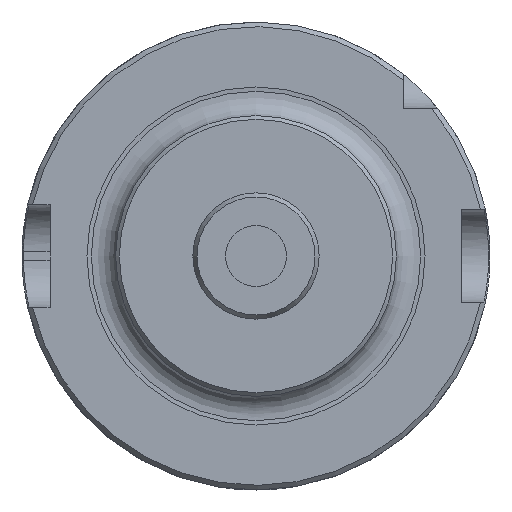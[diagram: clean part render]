
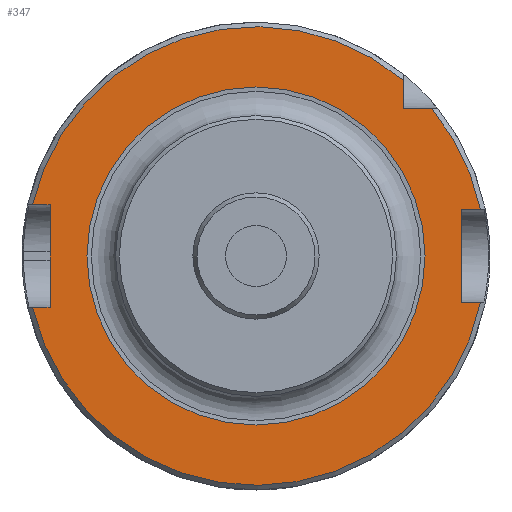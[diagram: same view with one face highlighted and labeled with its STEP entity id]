
A CAD part, left-side view. The second image highlights one B-rep face of the part: STEP entity #347.
In plain terms, the highlighted planar face has unit normal (-1, 0, 0).
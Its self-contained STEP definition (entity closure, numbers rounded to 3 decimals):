
#91=LINE('',#2312,#150);
#92=LINE('',#2314,#151);
#93=LINE('',#2316,#152);
#94=LINE('',#2320,#153);
#95=LINE('',#2322,#154);
#96=LINE('',#2324,#155);
#97=LINE('',#2325,#156);
#98=LINE('',#2327,#157);
#150=VECTOR('',#1644,1.);
#151=VECTOR('',#1645,1.);
#152=VECTOR('',#1646,1.);
#153=VECTOR('',#1649,1.);
#154=VECTOR('',#1650,1.);
#155=VECTOR('',#1651,1.);
#156=VECTOR('',#1652,1.);
#157=VECTOR('',#1653,1.);
#285=FACE_BOUND('',#523,.T.);
#286=FACE_BOUND('',#524,.T.);
#347=ADVANCED_FACE('',(#285,#286),#414,.F.);
#414=PLANE('',#1436);
#523=EDGE_LOOP('',(#699,#700,#701,#702,#703,#704,#705,#706,#707,#708,#709));
#524=EDGE_LOOP('',(#710));
#699=ORIENTED_EDGE('',*,*,#1199,.F.);
#700=ORIENTED_EDGE('',*,*,#1200,.F.);
#701=ORIENTED_EDGE('',*,*,#1201,.F.);
#702=ORIENTED_EDGE('',*,*,#1202,.T.);
#703=ORIENTED_EDGE('',*,*,#1203,.F.);
#704=ORIENTED_EDGE('',*,*,#1204,.F.);
#705=ORIENTED_EDGE('',*,*,#1205,.F.);
#706=ORIENTED_EDGE('',*,*,#1129,.T.);
#707=ORIENTED_EDGE('',*,*,#1206,.F.);
#708=ORIENTED_EDGE('',*,*,#1207,.F.);
#709=ORIENTED_EDGE('',*,*,#1133,.T.);
#710=ORIENTED_EDGE('',*,*,#1208,.T.);
#992=VERTEX_POINT('',#1898);
#995=VERTEX_POINT('',#1910);
#999=VERTEX_POINT('',#1925);
#1000=VERTEX_POINT('',#1927);
#1049=VERTEX_POINT('',#2313);
#1050=VERTEX_POINT('',#2315);
#1051=VERTEX_POINT('',#2317);
#1052=VERTEX_POINT('',#2319);
#1053=VERTEX_POINT('',#2321);
#1054=VERTEX_POINT('',#2323);
#1055=VERTEX_POINT('',#2326);
#1056=VERTEX_POINT('',#2329);
#1129=EDGE_CURVE('',#992,#995,#1317,.T.);
#1133=EDGE_CURVE('',#1000,#999,#1319,.T.);
#1199=EDGE_CURVE('',#1049,#999,#91,.T.);
#1200=EDGE_CURVE('',#1050,#1049,#92,.T.);
#1201=EDGE_CURVE('',#1051,#1050,#93,.T.);
#1202=EDGE_CURVE('',#1051,#1052,#1339,.T.);
#1203=EDGE_CURVE('',#1053,#1052,#94,.T.);
#1204=EDGE_CURVE('',#1054,#1053,#95,.T.);
#1205=EDGE_CURVE('',#992,#1054,#96,.T.);
#1206=EDGE_CURVE('',#1055,#995,#97,.T.);
#1207=EDGE_CURVE('',#1000,#1055,#98,.T.);
#1208=EDGE_CURVE('',#1056,#1056,#1340,.T.);
#1317=CIRCLE('',#1394,49.);
#1319=CIRCLE('',#1397,49.);
#1339=CIRCLE('',#1434,49.);
#1340=CIRCLE('',#1435,36.111);
#1394=AXIS2_PLACEMENT_3D('',#1911,#1548,#1549);
#1397=AXIS2_PLACEMENT_3D('',#1926,#1554,#1555);
#1434=AXIS2_PLACEMENT_3D('',#2318,#1647,#1648);
#1435=AXIS2_PLACEMENT_3D('',#2328,#1654,#1655);
#1436=AXIS2_PLACEMENT_3D('',#2330,#1656,#1657);
#1548=DIRECTION('',(-1.,0.,0.));
#1549=DIRECTION('',(0.,0.,-1.));
#1554=DIRECTION('',(-1.,0.,0.));
#1555=DIRECTION('',(0.,0.,-1.));
#1644=DIRECTION('',(0.,1.,0.));
#1645=DIRECTION('',(0.,0.,1.));
#1646=DIRECTION('',(0.,-1.,0.));
#1647=DIRECTION('',(-1.,0.,0.));
#1648=DIRECTION('',(0.,0.,-1.));
#1649=DIRECTION('',(0.,-1.,0.));
#1650=DIRECTION('',(0.,0.,-1.));
#1651=DIRECTION('',(0.,1.,0.));
#1652=DIRECTION('',(0.,-1.,0.));
#1653=DIRECTION('',(0.,0.,-1.));
#1654=DIRECTION('',(1.,0.,0.));
#1655=DIRECTION('',(0.,0.,-1.));
#1656=DIRECTION('',(1.,0.,0.));
#1657=DIRECTION('',(0.,0.,-1.));
#1898=CARTESIAN_POINT('',(92.5,-47.969,10.));
#1910=CARTESIAN_POINT('',(92.5,-37.533,31.5));
#1911=CARTESIAN_POINT('',(92.5,0.,0.));
#1925=CARTESIAN_POINT('',(92.5,47.749,11.));
#1926=CARTESIAN_POINT('',(92.5,0.,0.));
#1927=CARTESIAN_POINT('',(92.5,-31.5,37.533));
#2312=CARTESIAN_POINT('',(92.5,60.5,11.));
#2313=CARTESIAN_POINT('',(92.5,44.,11.));
#2314=CARTESIAN_POINT('',(92.5,44.,-1.));
#2315=CARTESIAN_POINT('',(92.5,44.,-11.));
#2316=CARTESIAN_POINT('',(92.5,60.5,-11.));
#2317=CARTESIAN_POINT('',(92.5,47.749,-11.));
#2318=CARTESIAN_POINT('',(92.5,0.,0.));
#2319=CARTESIAN_POINT('',(92.5,-47.969,-10.));
#2320=CARTESIAN_POINT('',(92.5,-60.5,-10.));
#2321=CARTESIAN_POINT('',(92.5,-44.,-10.));
#2322=CARTESIAN_POINT('',(92.5,-44.,0.));
#2323=CARTESIAN_POINT('',(92.5,-44.,10.));
#2324=CARTESIAN_POINT('',(92.5,-60.5,10.));
#2325=CARTESIAN_POINT('',(92.5,-60.5,31.5));
#2326=CARTESIAN_POINT('',(92.5,-31.5,31.5));
#2327=CARTESIAN_POINT('',(92.5,-31.5,41.5));
#2328=CARTESIAN_POINT('',(92.5,0.,0.));
#2329=CARTESIAN_POINT('',(92.5,0.,-36.111));
#2330=CARTESIAN_POINT('',(92.5,0.,45.85));
